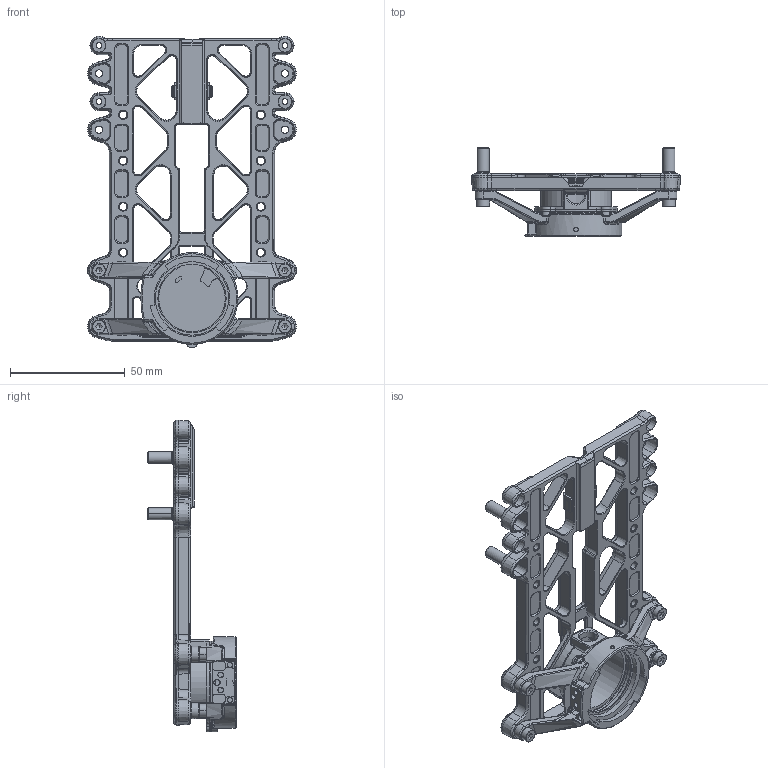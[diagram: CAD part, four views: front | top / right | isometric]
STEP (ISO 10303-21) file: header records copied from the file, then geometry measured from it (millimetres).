
FILE_DESCRIPTION((''),'2;1');
FILE_NAME('02_PM440_BOT_STAND_ASM_ASM','2025-08-15T14:12:57',('zhao.yang'),(''),'CREO PARAMETRIC BY PTC INC, 2019164','CREO PARAMETRIC BY PTC INC, 2019164','');
FILE_SCHEMA(('CONFIG_CONTROL_DESIGN'));
Products named in the file (9): PM440_BOTSTAND_RING_1; PM440_BOTSTAND_GIMCOVERANTI_1; 05_PM430_ARM_SIN_GIM_SL_1; PM440_BOTSTAND_RINGASM_ASM_1_ASM; PM440_BOTSTAND_FRAME1023_1; YC_WJ_LL000337-02_1; PM440_BOTSTAND_COALINESUP_AF0_1; 02_PM440_BOT_STAND_ASM_1_ASM; 02_PM440_BOT_STAND_ASM_ASM
Assembly tree (11 placements, depth 4):
  02_PM440_BOT_STAND_ASM_ASM
    02_PM440_BOT_STAND_ASM_1_ASM
      PM440_BOTSTAND_RINGASM_ASM_1_ASM
        PM440_BOTSTAND_RING_1
        PM440_BOTSTAND_GIMCOVERANTI_1
        05_PM430_ARM_SIN_GIM_SL_1
      PM440_BOTSTAND_FRAME1023_1
      YC_WJ_LL000337-02_1  x4
      PM440_BOTSTAND_COALINESUP_AF0_1
Bounding box: 91 x 38.51 x 135.74 mm (x, y, z)
Volume: 41603.7 mm3; surface area: 42565.1 mm2
Topology: 9 solids, 9 shells, 2733 faces, 7167 edges, 4408 vertices
Faces by surface type: cylinder 923, plane 778, bspline 406, cone 374, torus 142, sphere 76, extrusion 26, revolution 8
Entity records: 107214 total; most frequent: CARTESIAN_POINT 48015, ORIENTED_EDGE 13002, DIRECTION 11544, EDGE_CURVE 6501, AXIS2_PLACEMENT_3D 4333, VERTEX_POINT 4021, VECTOR 2870, LINE 2844
